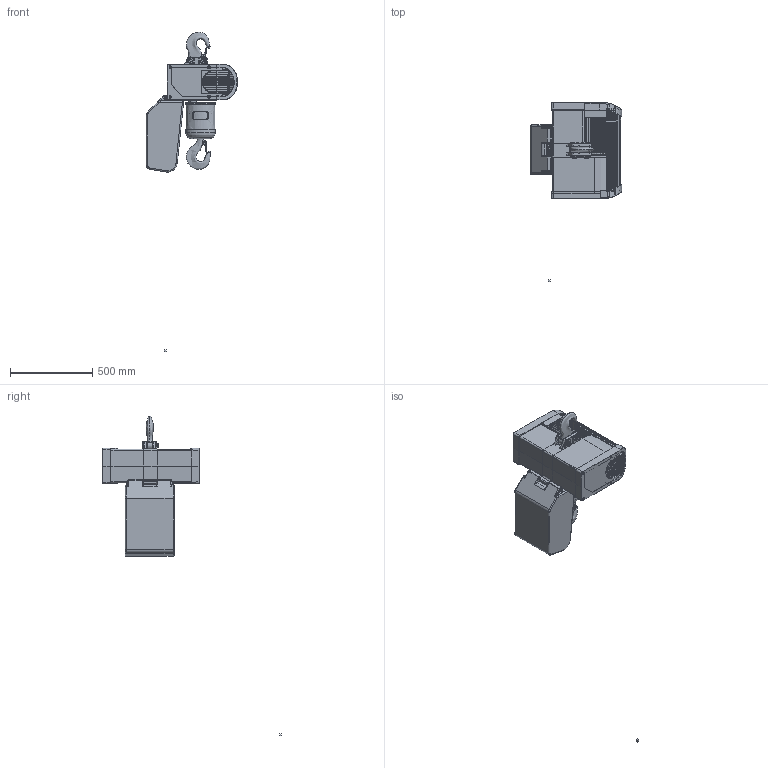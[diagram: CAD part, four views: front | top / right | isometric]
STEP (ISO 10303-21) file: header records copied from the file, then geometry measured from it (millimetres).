
FILE_DESCRIPTION(('STEP AP214'),'1');
FILE_NAME('temp1.stp','2014-09-19T06:49:23',(' '),(' '),'Spatial InterOp 3D',' ',' ');
FILE_SCHEMA(('automotive_design'));
Length unit declared in the file: millimetre
Products named in the file (21): Crane_3D; Fixing; Frame_K25; K25_Lframe; K25_Rframe; K25_runko; H1-1448666_CLX25-HOOK; Cover_1; K5_konecover3; KC_Cover2; KC_Cover1; HoiChaBag_K25_1; Hoi_KX25_Upp_Hook; PART155; PART138; PART33; PART62; Hook_KX16; Hook_Bodey25; RSN016; Part_constr_2d
Assembly tree (20 placements, depth 4):
  Crane_3D
    Fixing
    H1-1448666_CLX25-HOOK
      Frame_K25
        K25_Lframe
        K25_Rframe
        K25_runko
      Cover_1
        K5_konecover3
        KC_Cover2
        KC_Cover1
      HoiChaBag_K25_1
      Hoi_KX25_Upp_Hook
        PART155
        PART138
        PART33
        PART62
    Hook_KX16
      Hook_Bodey25
      RSN016
    Part_constr_2d
Bounding box: 555.78 x 1087 x 1939.22 mm (x, y, z)
Volume: 12041652.8 mm3; surface area: 4185586.9 mm2
Topology: 17 solids, 20 shells, 4292 faces, 10877 edges, 6440 vertices
Faces by surface type: cylinder 1685, bspline 941, plane 858, torus 452, cone 191, sphere 165
Entity records: 315108 total; most frequent: CARTESIAN_POINT 204481, ORIENTED_EDGE 21380, DIRECTION 17610, EDGE_CURVE 10690, AXIS2_PLACEMENT_3D 6981, VERTEX_POINT 6440, EDGE_LOOP 4404, ADVANCED_FACE 4294
